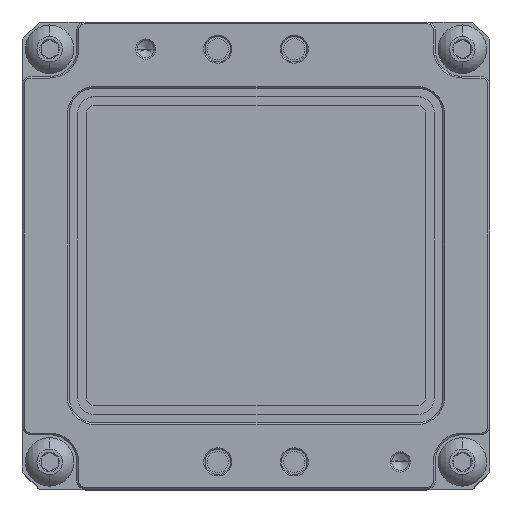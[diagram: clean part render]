
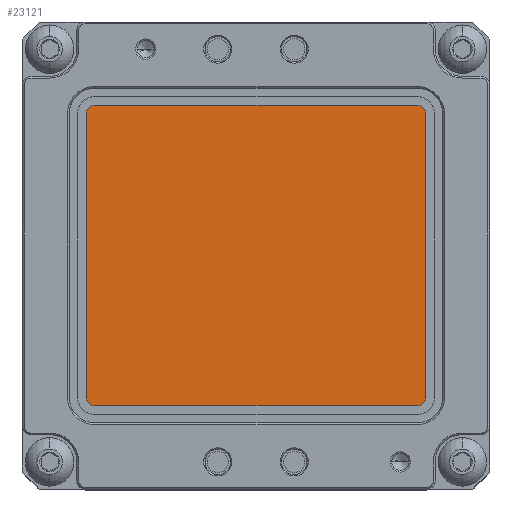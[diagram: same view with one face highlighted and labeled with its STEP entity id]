
A CAD part, top view. The second image highlights one B-rep face of the part: STEP entity #23121.
In plain terms, the highlighted planar face has unit normal (0, 0, 1).
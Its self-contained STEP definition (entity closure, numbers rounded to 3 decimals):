
#1346 = CARTESIAN_POINT ( 'NONE',  ( 19., -17.7, 62.6 ) ) ;
#1430 = ORIENTED_EDGE ( 'NONE', *, *, #29560, .F. ) ;
#1606 = CARTESIAN_POINT ( 'NONE',  ( 20., 16.7, 62.6 ) ) ;
#2105 = DIRECTION ( 'NONE',  ( 0., 0., -1. ) ) ;
#2222 = ORIENTED_EDGE ( 'NONE', *, *, #29726, .F. ) ;
#2335 = CARTESIAN_POINT ( 'NONE',  ( 20., -16.7, 62.6 ) ) ;
#3054 = EDGE_CURVE ( 'Defeatured_1_539+Defeatured_1_531+Defeatured_1_532+Defeatured_1_538', #16245, #5587, #8692, .T. ) ;
#3954 = VECTOR ( 'NONE', #32616, 1000. ) ;
#4504 = CARTESIAN_POINT ( 'NONE',  ( 19., 17.7, 62.6 ) ) ;
#4913 = CARTESIAN_POINT ( 'NONE',  ( -20., -17.7, 62.6 ) ) ;
#5579 = AXIS2_PLACEMENT_3D ( 'NONE', #27368, #24945, #8128 ) ;
#5587 = VERTEX_POINT ( 'NONE', #26074 ) ;
#5613 = LINE ( 'NONE', #12423, #10395 ) ;
#5785 = LINE ( 'NONE', #27159, #3954 ) ;
#6192 = CIRCLE ( 'NONE', #24409, 1. ) ;
#7891 = AXIS2_PLACEMENT_3D ( 'NONE', #18760, #2105, #35383 ) ;
#8083 = CARTESIAN_POINT ( 'NONE',  ( -19., 16.7, 62.6 ) ) ;
#8084 = CIRCLE ( 'NONE', #28478, 1. ) ;
#8128 = DIRECTION ( 'NONE',  ( 1., 0., 0. ) ) ;
#8692 = CIRCLE ( 'NONE', #5579, 1. ) ;
#10395 = VECTOR ( 'NONE', #12546, 1000. ) ;
#10997 = CARTESIAN_POINT ( 'NONE',  ( -20., 16.7, 62.6 ) ) ;
#11320 = EDGE_CURVE ( 'Defeatured_1_537+Defeatured_1_531+Defeatured_1_538+Defeatured_1_536', #23676, #21960, #8084, .T. ) ;
#12169 = ORIENTED_EDGE ( 'NONE', *, *, #22497, .F. ) ;
#12423 = CARTESIAN_POINT ( 'NONE',  ( -20., 17.7, 62.6 ) ) ;
#12546 = DIRECTION ( 'NONE',  ( 1., 0., 0. ) ) ;
#14111 = ORIENTED_EDGE ( 'NONE', *, *, #3054, .F. ) ;
#14514 = DIRECTION ( 'NONE',  ( 0., 1., 0. ) ) ;
#14550 = VERTEX_POINT ( 'NONE', #1606 ) ;
#14629 = CARTESIAN_POINT ( 'NONE',  ( -20., -17.7, 62.6 ) ) ;
#14712 = FACE_OUTER_BOUND ( 'NONE', #26091, .T. ) ;
#16245 = VERTEX_POINT ( 'NONE', #27221 ) ;
#16472 = PLANE ( 'NONE',  #30039 ) ;
#16492 = ORIENTED_EDGE ( 'NONE', *, *, #34673, .F. ) ;
#17621 = CARTESIAN_POINT ( 'NONE',  ( 19., 16.7, 62.6 ) ) ;
#17977 = CIRCLE ( 'NONE', #7891, 1. ) ;
#18215 = LINE ( 'NONE', #4913, #33939 ) ;
#18760 = CARTESIAN_POINT ( 'NONE',  ( 19., -16.7, 62.6 ) ) ;
#20156 = DIRECTION ( 'NONE',  ( 1., 0., 0. ) ) ;
#20405 = DIRECTION ( 'NONE',  ( 0., 0., -1. ) ) ;
#21960 = VERTEX_POINT ( 'NONE', #22925 ) ;
#22497 = EDGE_CURVE ( 'Defeatured_1_536+Defeatured_1_531+Defeatured_1_537+Defeatured_1_535', #21960, #26202, #5613, .T. ) ;
#22925 = CARTESIAN_POINT ( 'NONE',  ( -19., 17.7, 62.6 ) ) ;
#23121 = ADVANCED_FACE ( 'Defeatured_1_531', ( #14712 ), #16472, .T. ) ;
#23561 = EDGE_CURVE ( 'Defeatured_1_532+Defeatured_1_531+Defeatured_1_533+Defeatured_1_539', #29243, #16245, #18215, .T. ) ;
#23609 = ORIENTED_EDGE ( 'NONE', *, *, #11320, .F. ) ;
#23676 = VERTEX_POINT ( 'NONE', #10997 ) ;
#24409 = AXIS2_PLACEMENT_3D ( 'NONE', #17621, #20405, #20156 ) ;
#24819 = CARTESIAN_POINT ( 'NONE',  ( 19., -16.7, 62.6 ) ) ;
#24936 = DIRECTION ( 'NONE',  ( 1., 0., 0. ) ) ;
#24945 = DIRECTION ( 'NONE',  ( 0., 0., -1. ) ) ;
#26074 = CARTESIAN_POINT ( 'NONE',  ( -20., -16.7, 62.6 ) ) ;
#26091 = EDGE_LOOP ( 'NONE', ( #30955, #34327, #2222, #1430, #12169, #23609, #16492, #14111 ) ) ;
#26202 = VERTEX_POINT ( 'NONE', #4504 ) ;
#27159 = CARTESIAN_POINT ( 'NONE',  ( 20., -17.7, 62.6 ) ) ;
#27221 = CARTESIAN_POINT ( 'NONE',  ( -19., -17.7, 62.6 ) ) ;
#27364 = VECTOR ( 'NONE', #14514, 1000. ) ;
#27368 = CARTESIAN_POINT ( 'NONE',  ( -19., -16.7, 62.6 ) ) ;
#27681 = EDGE_CURVE ( 'Defeatured_1_533+Defeatured_1_531+Defeatured_1_534+Defeatured_1_532', #30797, #29243, #17977, .T. ) ;
#27690 = DIRECTION ( 'NONE',  ( 1., 0., 0. ) ) ;
#28478 = AXIS2_PLACEMENT_3D ( 'NONE', #8083, #30132, #27690 ) ;
#29243 = VERTEX_POINT ( 'NONE', #1346 ) ;
#29560 = EDGE_CURVE ( 'Defeatured_1_535+Defeatured_1_531+Defeatured_1_536+Defeatured_1_534', #26202, #14550, #6192, .T. ) ;
#29726 = EDGE_CURVE ( 'Defeatured_1_534+Defeatured_1_531+Defeatured_1_535+Defeatured_1_533', #14550, #30797, #5785, .T. ) ;
#30039 = AXIS2_PLACEMENT_3D ( 'NONE', #24819, #32947, #24936 ) ;
#30132 = DIRECTION ( 'NONE',  ( 0., 0., -1. ) ) ;
#30797 = VERTEX_POINT ( 'NONE', #2335 ) ;
#30955 = ORIENTED_EDGE ( 'NONE', *, *, #23561, .F. ) ;
#32616 = DIRECTION ( 'NONE',  ( 0., -1., 0. ) ) ;
#32947 = DIRECTION ( 'NONE',  ( 0., 0., 1. ) ) ;
#33939 = VECTOR ( 'NONE', #35472, 1000. ) ;
#34327 = ORIENTED_EDGE ( 'NONE', *, *, #27681, .F. ) ;
#34673 = EDGE_CURVE ( 'Defeatured_1_538+Defeatured_1_531+Defeatured_1_539+Defeatured_1_537', #5587, #23676, #34745, .T. ) ;
#34745 = LINE ( 'NONE', #14629, #27364 ) ;
#35383 = DIRECTION ( 'NONE',  ( 1., 0., 0. ) ) ;
#35472 = DIRECTION ( 'NONE',  ( -1., 0., 0. ) ) ;
